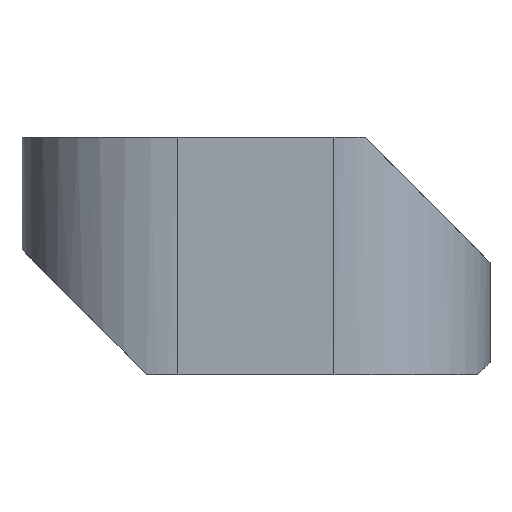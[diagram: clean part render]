
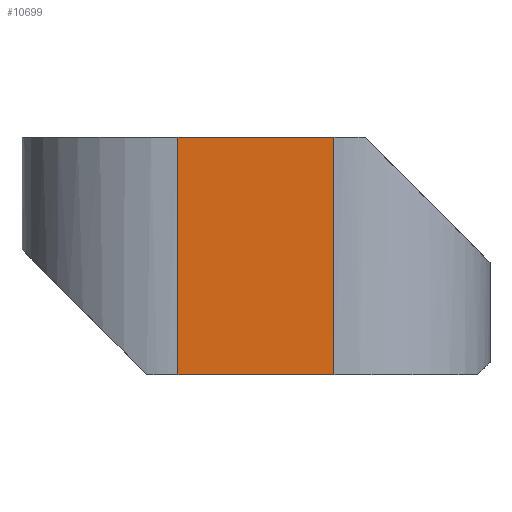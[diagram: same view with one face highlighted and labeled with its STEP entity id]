
A CAD part, front view. The second image highlights one B-rep face of the part: STEP entity #10699.
In plain terms, the highlighted planar face has unit normal (0, -1, 0).
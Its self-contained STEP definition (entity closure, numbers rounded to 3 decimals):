
#176=PLANE('',#11102);
#441=LINE('',#16026,#1112);
#890=LINE('',#34329,#1561);
#891=LINE('',#34336,#1562);
#892=LINE('',#34338,#1563);
#1112=VECTOR('',#11416,10.);
#1561=VECTOR('',#12323,10.);
#1562=VECTOR('',#12332,10.);
#1563=VECTOR('',#12335,10.);
#2373=FACE_OUTER_BOUND('',#3061,.T.);
#3061=EDGE_LOOP('',(#9167,#9168,#9169,#9170));
#4107=VERTEX_POINT('',#16023);
#4108=VERTEX_POINT('',#16025);
#4774=VERTEX_POINT('',#34328);
#4776=VERTEX_POINT('',#34334);
#5096=EDGE_CURVE('',#4107,#4108,#441,.T.);
#6271=EDGE_CURVE('',#4108,#4774,#890,.T.);
#6275=EDGE_CURVE('',#4776,#4107,#891,.T.);
#6276=EDGE_CURVE('',#4776,#4774,#892,.T.);
#9167=ORIENTED_EDGE('',*,*,#6275,.F.);
#9168=ORIENTED_EDGE('',*,*,#6276,.T.);
#9169=ORIENTED_EDGE('',*,*,#6271,.F.);
#9170=ORIENTED_EDGE('',*,*,#5096,.F.);
#10699=ADVANCED_FACE('',(#2373),#176,.T.);
#11102=AXIS2_PLACEMENT_3D('',#34337,#12333,#12334);
#11416=DIRECTION('',(1.,0.,0.));
#12323=DIRECTION('',(0.,0.,-1.));
#12332=DIRECTION('',(0.,0.,1.));
#12333=DIRECTION('center_axis',(0.,-1.,0.));
#12334=DIRECTION('ref_axis',(1.,0.,0.));
#12335=DIRECTION('',(1.,0.,0.));
#16023=CARTESIAN_POINT('',(-2.5,-20.,7.6));
#16025=CARTESIAN_POINT('',(2.5,-20.,7.6));
#16026=CARTESIAN_POINT('',(-7.5,-20.,7.6));
#34328=CARTESIAN_POINT('',(2.5,-20.,0.));
#34329=CARTESIAN_POINT('',(2.5,-20.,0.));
#34334=CARTESIAN_POINT('',(-2.5,-20.,0.));
#34336=CARTESIAN_POINT('',(-2.5,-20.,0.));
#34337=CARTESIAN_POINT('Origin',(-7.5,-20.,0.));
#34338=CARTESIAN_POINT('',(-7.5,-20.,0.));
